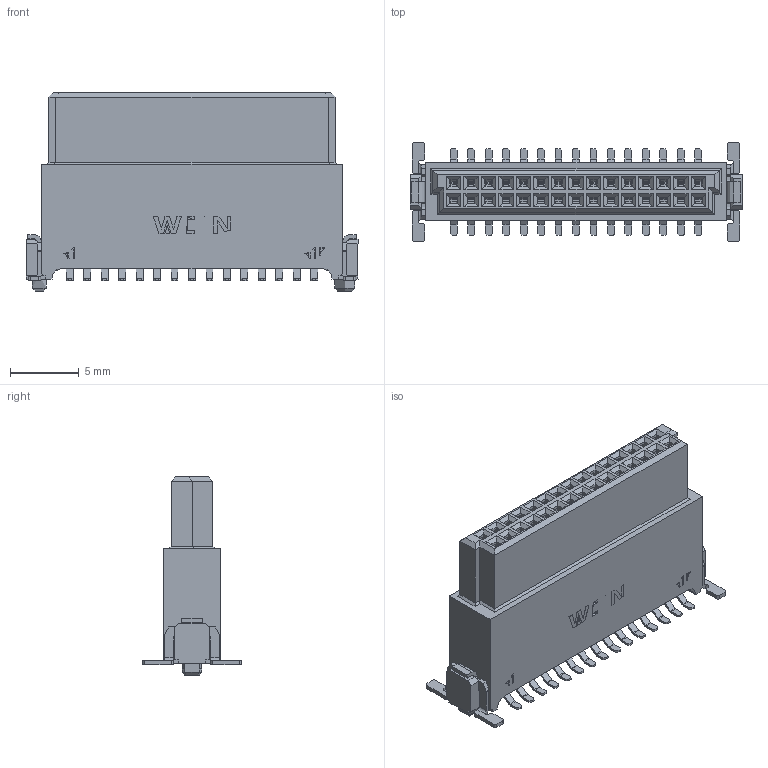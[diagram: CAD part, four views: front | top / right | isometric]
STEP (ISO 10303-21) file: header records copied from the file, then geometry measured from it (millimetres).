
FILE_DESCRIPTION( ('This file contains a STEP AP42 implementation' ,'as created by ZW3D STEP Interface translator.') ,'2;1' );
FILE_NAME( '3910-S030-136MS3WR1W.stp' ,'23 5 4.151152', (''), ('ZWCAD Software Co.'), 'Version 1.0', 'ZW3D to STEP translator', '' );
FILE_SCHEMA(('AUTOMOTIVE_DESIGN { 1 0 10303 214 1 1 1 1 }'));
Length unit declared in the file: millimetre
Products named in the file (2): 0; 3910-S030-136MS3WR1W
Bounding box: 24.13 x 7.2 x 14.4 mm (x, y, z)
Volume: 918.8 mm3
Topology: 2 solids, 3 shells, 3928 faces, 10887 edges, 7011 vertices
Faces by surface type: plane 2426, cylinder 1407, bspline 94, cone 1
Full cylindrical faces by diameter (mm): 1.45 x1
Entity records: 132932 total; most frequent: CARTESIAN_POINT 32507, ORIENTED_EDGE 21658, DIRECTION 17934, EDGE_CURVE 10829, VERTEX_POINT 7011, VECTOR 6914, LINE 6914, AXIS2_PLACEMENT_3D 5510
